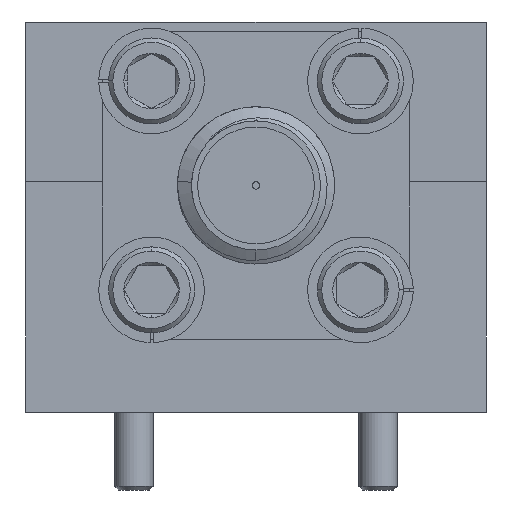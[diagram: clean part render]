
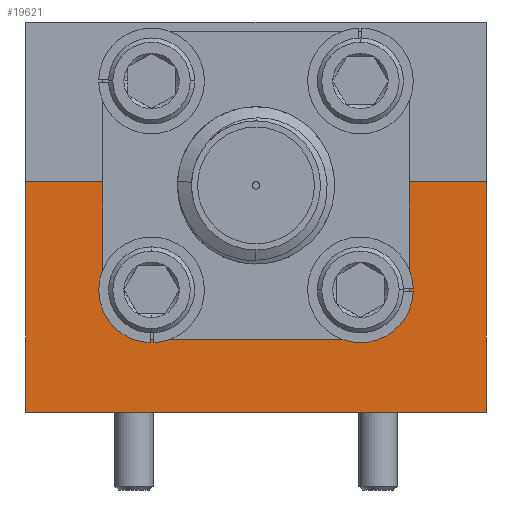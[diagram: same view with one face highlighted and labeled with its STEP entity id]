
A CAD part, front view. The second image highlights one B-rep face of the part: STEP entity #19621.
In plain terms, the highlighted planar face has unit normal (0, -1, 0).
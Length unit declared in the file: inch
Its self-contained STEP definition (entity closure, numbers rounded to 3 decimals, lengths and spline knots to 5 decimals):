
#1372 = VERTEX_POINT ( 'NONE', #15991 ) ;
#1524 = FACE_OUTER_BOUND ( 'NONE', #43304, .T. ) ;
#2010 = VERTEX_POINT ( 'NONE', #42417 ) ;
#3977 = EDGE_CURVE ( 'NONE', #16685, #1372, #22506, .T. ) ;
#4066 = VERTEX_POINT ( 'NONE', #45200 ) ;
#5425 = DIRECTION ( 'NONE',  ( 1., 0., 0. ) ) ;
#5846 = CIRCLE ( 'NONE', #27674, 0.035 ) ;
#6829 = DIRECTION ( 'NONE',  ( 0., 0., 1. ) ) ;
#7047 = VECTOR ( 'NONE', #31526, 39.37008 ) ;
#7076 = AXIS2_PLACEMENT_3D ( 'NONE', #11178, #18971, #26062 ) ;
#7288 = ORIENTED_EDGE ( 'NONE', *, *, #43821, .F. ) ;
#7492 = CIRCLE ( 'NONE', #11397, 0.035 ) ;
#8469 = CARTESIAN_POINT ( 'NONE',  ( 1.07848, 0.29001, 0.40032 ) ) ;
#9081 = LINE ( 'NONE', #19333, #26276 ) ;
#9100 = FACE_BOUND ( 'NONE', #11268, .T. ) ;
#10393 = VERTEX_POINT ( 'NONE', #17811 ) ;
#11178 = CARTESIAN_POINT ( 'NONE',  ( 1.07848, 0.29001, 0.40032 ) ) ;
#11268 = EDGE_LOOP ( 'NONE', ( #47036, #47279 ) ) ;
#11385 = AXIS2_PLACEMENT_3D ( 'NONE', #8469, #12628, #23366 ) ;
#11397 = AXIS2_PLACEMENT_3D ( 'NONE', #34591, #16058, #30936 ) ;
#11746 = VERTEX_POINT ( 'NONE', #35176 ) ;
#12628 = DIRECTION ( 'NONE',  ( 0., -1., 0. ) ) ;
#14603 = VERTEX_POINT ( 'NONE', #42624 ) ;
#15991 = CARTESIAN_POINT ( 'NONE',  ( 1.28348, 0.29001, 0.57632 ) ) ;
#16058 = DIRECTION ( 'NONE',  ( 0., -1., 0. ) ) ;
#16665 = PLANE ( 'NONE',  #17171 ) ;
#16685 = VERTEX_POINT ( 'NONE', #36391 ) ;
#17100 = CARTESIAN_POINT ( 'NONE',  ( 0.53348, 0.29001, 0.20132 ) ) ;
#17171 = AXIS2_PLACEMENT_3D ( 'NONE', #34968, #34721, #5425 ) ;
#17341 = LINE ( 'NONE', #17100, #7047 ) ;
#17811 = CARTESIAN_POINT ( 'NONE',  ( 0.73848, 0.29001, 0.43532 ) ) ;
#18971 = DIRECTION ( 'NONE',  ( 0., -1., 0. ) ) ;
#19333 = CARTESIAN_POINT ( 'NONE',  ( 0.53348, 0.29001, 0.57632 ) ) ;
#19621 = ADVANCED_FACE ( 'NONE', ( #36109, #9100, #1524 ), #16665, .F. ) ;
#20301 = CARTESIAN_POINT ( 'NONE',  ( 1.07848, 0.29001, 0.43532 ) ) ;
#21973 = CARTESIAN_POINT ( 'NONE',  ( 0.73848, 0.29001, 0.40032 ) ) ;
#22301 = CIRCLE ( 'NONE', #11385, 0.035 ) ;
#22506 = LINE ( 'NONE', #37399, #25984 ) ;
#22791 = EDGE_CURVE ( 'NONE', #1372, #4066, #9081, .T. ) ;
#23073 = DIRECTION ( 'NONE',  ( -1., 0., 0. ) ) ;
#23366 = DIRECTION ( 'NONE',  ( 0., 0., 1. ) ) ;
#23790 = CARTESIAN_POINT ( 'NONE',  ( 0.53348, 0.29001, 0.20132 ) ) ;
#25244 = ORIENTED_EDGE ( 'NONE', *, *, #32391, .F. ) ;
#25984 = VECTOR ( 'NONE', #34454, 39.37008 ) ;
#26062 = DIRECTION ( 'NONE',  ( 0., 0., 1. ) ) ;
#26276 = VECTOR ( 'NONE', #45468, 39.37008 ) ;
#27112 = ORIENTED_EDGE ( 'NONE', *, *, #22791, .T. ) ;
#27674 = AXIS2_PLACEMENT_3D ( 'NONE', #21973, #36129, #6829 ) ;
#30936 = DIRECTION ( 'NONE',  ( 0., 0., 1. ) ) ;
#31526 = DIRECTION ( 'NONE',  ( 0., 0., 1. ) ) ;
#32391 = EDGE_CURVE ( 'NONE', #14603, #43644, #22301, .T. ) ;
#33536 = EDGE_LOOP ( 'NONE', ( #7288, #25244 ) ) ;
#33581 = CIRCLE ( 'NONE', #7076, 0.035 ) ;
#34454 = DIRECTION ( 'NONE',  ( 0., 0., 1. ) ) ;
#34591 = CARTESIAN_POINT ( 'NONE',  ( 0.73848, 0.29001, 0.40032 ) ) ;
#34721 = DIRECTION ( 'NONE',  ( 0., 1., 0. ) ) ;
#34968 = CARTESIAN_POINT ( 'NONE',  ( 0.53348, 0.29001, 0.20132 ) ) ;
#35176 = CARTESIAN_POINT ( 'NONE',  ( 0.53348, 0.29001, 0.20132 ) ) ;
#36109 = FACE_BOUND ( 'NONE', #33536, .T. ) ;
#36129 = DIRECTION ( 'NONE',  ( 0., -1., 0. ) ) ;
#36391 = CARTESIAN_POINT ( 'NONE',  ( 1.28348, 0.29001, 0.20132 ) ) ;
#36987 = ORIENTED_EDGE ( 'NONE', *, *, #44276, .F. ) ;
#37042 = ORIENTED_EDGE ( 'NONE', *, *, #3977, .T. ) ;
#37399 = CARTESIAN_POINT ( 'NONE',  ( 1.28348, 0.29001, 0.20132 ) ) ;
#37492 = LINE ( 'NONE', #23790, #39803 ) ;
#39803 = VECTOR ( 'NONE', #23073, 39.37008 ) ;
#40434 = EDGE_CURVE ( 'NONE', #10393, #2010, #7492, .T. ) ;
#42417 = CARTESIAN_POINT ( 'NONE',  ( 0.73848, 0.29001, 0.36532 ) ) ;
#42624 = CARTESIAN_POINT ( 'NONE',  ( 1.07848, 0.29001, 0.36532 ) ) ;
#42907 = EDGE_CURVE ( 'NONE', #2010, #10393, #5846, .T. ) ;
#43304 = EDGE_LOOP ( 'NONE', ( #27112, #45529, #36987, #37042 ) ) ;
#43630 = EDGE_CURVE ( 'NONE', #11746, #4066, #17341, .T. ) ;
#43644 = VERTEX_POINT ( 'NONE', #20301 ) ;
#43821 = EDGE_CURVE ( 'NONE', #43644, #14603, #33581, .T. ) ;
#44276 = EDGE_CURVE ( 'NONE', #16685, #11746, #37492, .T. ) ;
#45200 = CARTESIAN_POINT ( 'NONE',  ( 0.53348, 0.29001, 0.57632 ) ) ;
#45468 = DIRECTION ( 'NONE',  ( -1., 0., 0. ) ) ;
#45529 = ORIENTED_EDGE ( 'NONE', *, *, #43630, .F. ) ;
#47036 = ORIENTED_EDGE ( 'NONE', *, *, #40434, .F. ) ;
#47279 = ORIENTED_EDGE ( 'NONE', *, *, #42907, .F. ) ;
